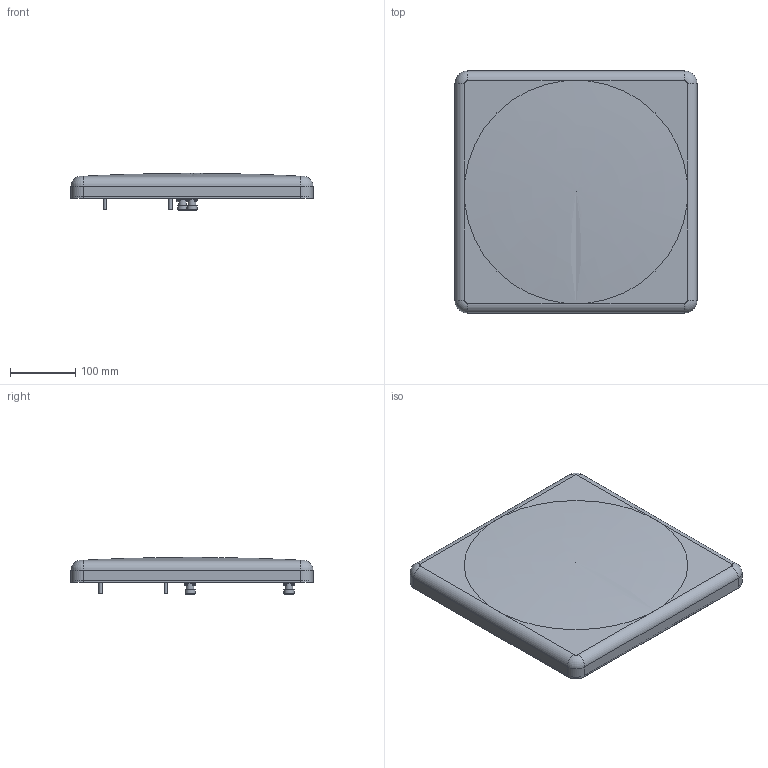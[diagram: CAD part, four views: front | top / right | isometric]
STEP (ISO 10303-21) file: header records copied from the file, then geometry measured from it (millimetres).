
FILE_DESCRIPTION (( 'STEP AP214' ), '1' );
FILE_NAME ('6GK57938DK000AA0_001_STEP.STEP', '2015-05-11T13:41:26', ( '' ), ( '' ), 'SwSTEP 2.0', 'SolidWorks 2014', '' );
FILE_SCHEMA (( 'AUTOMOTIVE_DESIGN' ));
Length unit declared in the file: millimetre
Products named in the file (3): Beschriftung; Body; 6GK57938DK000AA0_001_STEP
Assembly tree (2 placements, depth 2):
  6GK57938DK000AA0_001_STEP
    Body
    Beschriftung
Bounding box: 370.8 x 370.8 x 56.7 mm (x, y, z)
Volume: 4755576.4 mm3; surface area: 327139.3 mm2
Topology: 1 solids, 24 shells, 497 faces, 1398 edges, 997 vertices
Faces by surface type: plane 382, cylinder 70, bspline 25, torus 12, cone 8
Full cylindrical faces by diameter (mm): 5 x4, 5.31 x8, 5.5 x14, 5.7 x14, 11.5 x2, 15.6 x2
Entity records: 22459 total; most frequent: CARTESIAN_POINT 4554, ORIENTED_EDGE 2403, DIRECTION 2348, EDGE_CURVE 1319, LINE 1036, VECTOR 1036, VERTEX_POINT 979, AXIS2_PLACEMENT_3D 656
